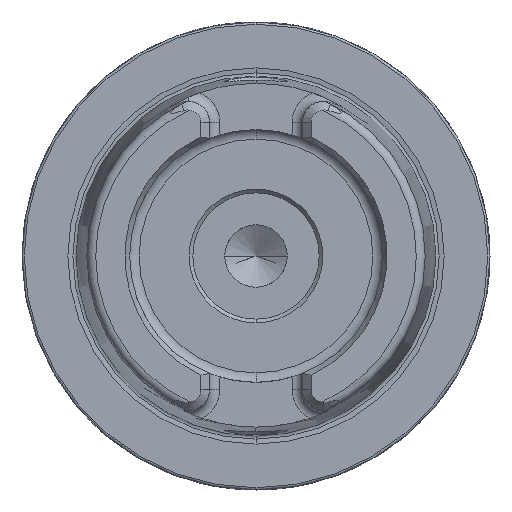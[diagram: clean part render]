
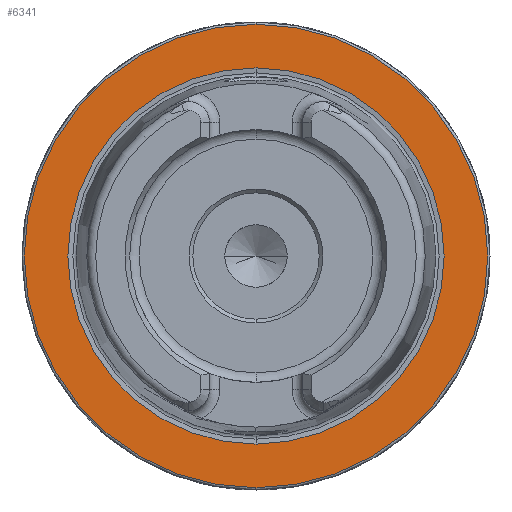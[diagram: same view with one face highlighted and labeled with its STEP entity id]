
A CAD part, left-side view. The second image highlights one B-rep face of the part: STEP entity #6341.
In plain terms, the highlighted planar face has unit normal (-1, 0, 0).
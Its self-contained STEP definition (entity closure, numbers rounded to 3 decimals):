
#566 = PLANE ( 'NONE',  #13596 ) ;
#693 = DIRECTION ( 'NONE',  ( 0., 0., 1. ) ) ;
#748 = CIRCLE ( 'NONE', #14103, 25.324 ) ;
#850 = ORIENTED_EDGE ( 'NONE', *, *, #8033, .T. ) ;
#904 = DIRECTION ( 'NONE',  ( 0., 0., 1. ) ) ;
#909 = CARTESIAN_POINT ( 'NONE',  ( 0., 0., 0. ) ) ;
#973 = EDGE_CURVE ( 'NONE', #2736, #7176, #6238, .T. ) ;
#1242 = EDGE_CURVE ( 'NONE', #2780, #5300, #2481, .T. ) ;
#1271 = ORIENTED_EDGE ( 'NONE', *, *, #1242, .F. ) ;
#1895 = CARTESIAN_POINT ( 'NONE',  ( 0., 31.2, 0. ) ) ;
#2389 = DIRECTION ( 'NONE',  ( -1., 0., 0. ) ) ;
#2481 = CIRCLE ( 'NONE', #7246, 25.324 ) ;
#2536 = AXIS2_PLACEMENT_3D ( 'NONE', #909, #16014, #7320 ) ;
#2736 = VERTEX_POINT ( 'NONE', #11652 ) ;
#2780 = VERTEX_POINT ( 'NONE', #15269 ) ;
#3537 = FACE_OUTER_BOUND ( 'NONE', #3882, .T. ) ;
#3616 = CARTESIAN_POINT ( 'NONE',  ( 0., 0., 0. ) ) ;
#3882 = EDGE_LOOP ( 'NONE', ( #850, #6545 ) ) ;
#3921 = ORIENTED_EDGE ( 'NONE', *, *, #11196, .F. ) ;
#4415 = DIRECTION ( 'NONE',  ( -1., 0., 0. ) ) ;
#5300 = VERTEX_POINT ( 'NONE', #7205 ) ;
#5977 = CARTESIAN_POINT ( 'NONE',  ( 0., 0., 0. ) ) ;
#6238 = CIRCLE ( 'NONE', #10952, 31.2 ) ;
#6341 = ADVANCED_FACE ( 'NONE', ( #7860, #3537 ), #566, .F. ) ;
#6545 = ORIENTED_EDGE ( 'NONE', *, *, #973, .T. ) ;
#6817 = CARTESIAN_POINT ( 'NONE',  ( 0., 0., 0. ) ) ;
#7176 = VERTEX_POINT ( 'NONE', #15953 ) ;
#7205 = CARTESIAN_POINT ( 'NONE',  ( 0., 0., 25.324 ) ) ;
#7246 = AXIS2_PLACEMENT_3D ( 'NONE', #3616, #2389, #11230 ) ;
#7320 = DIRECTION ( 'NONE',  ( 0., 0., 1. ) ) ;
#7860 = FACE_BOUND ( 'NONE', #8908, .T. ) ;
#8033 = EDGE_CURVE ( 'NONE', #7176, #2736, #11088, .T. ) ;
#8908 = EDGE_LOOP ( 'NONE', ( #3921, #1271 ) ) ;
#9381 = DIRECTION ( 'NONE',  ( 0., 0., -1. ) ) ;
#10952 = AXIS2_PLACEMENT_3D ( 'NONE', #5977, #16067, #904 ) ;
#11088 = CIRCLE ( 'NONE', #2536, 31.2 ) ;
#11196 = EDGE_CURVE ( 'NONE', #5300, #2780, #748, .T. ) ;
#11230 = DIRECTION ( 'NONE',  ( 0., 0., 1. ) ) ;
#11652 = CARTESIAN_POINT ( 'NONE',  ( 0., 0., -31.2 ) ) ;
#13063 = DIRECTION ( 'NONE',  ( 1., 0., 0. ) ) ;
#13596 = AXIS2_PLACEMENT_3D ( 'NONE', #1895, #13063, #9381 ) ;
#14103 = AXIS2_PLACEMENT_3D ( 'NONE', #6817, #4415, #693 ) ;
#15269 = CARTESIAN_POINT ( 'NONE',  ( 0., 0., -25.324 ) ) ;
#15953 = CARTESIAN_POINT ( 'NONE',  ( 0., 0., 31.2 ) ) ;
#16014 = DIRECTION ( 'NONE',  ( -1., 0., 0. ) ) ;
#16067 = DIRECTION ( 'NONE',  ( -1., 0., 0. ) ) ;
